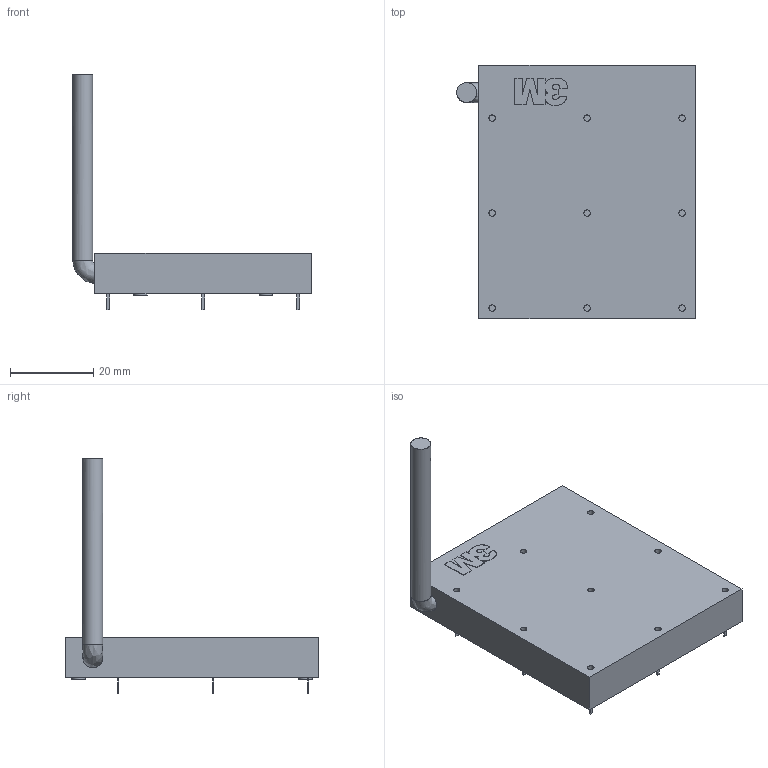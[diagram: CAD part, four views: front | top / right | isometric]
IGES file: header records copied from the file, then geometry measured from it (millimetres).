
Global section: file name: 62H200-6319-9UA-1902.igs; native system: NX V11.0; preprocessor: SIEMENS PLM Software NX 11.0; date: 20180216.150234; units: inch
Bounding box: 57.4 x 60.96 x 56.64 mm (x, y, z)
Surface area: 10886.7 mm2 (no closed solid volume)
Topology: 0 solids, 0 shells, 111 faces, 727 edges, 698 vertices
Faces by surface type: bspline 111
